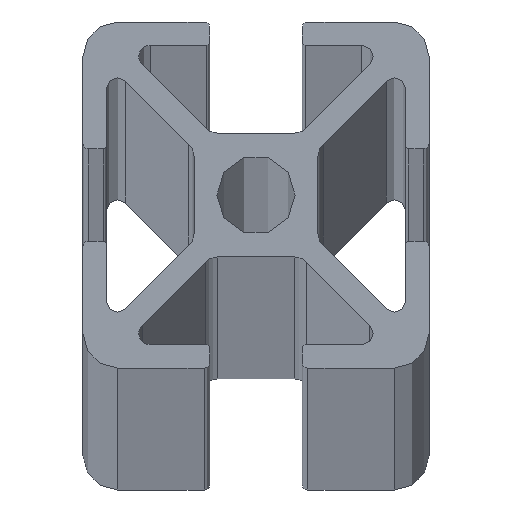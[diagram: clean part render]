
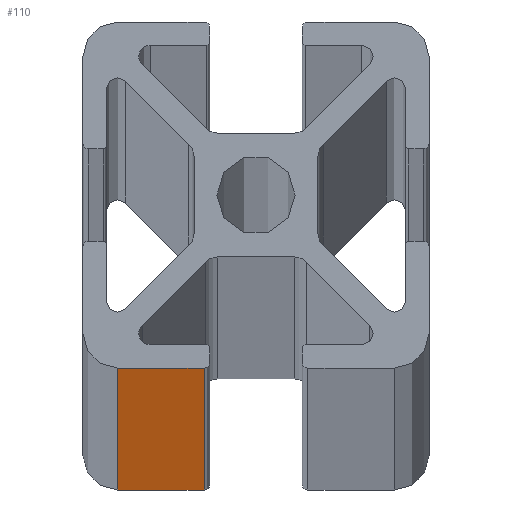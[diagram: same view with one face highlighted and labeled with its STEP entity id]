
A CAD part, top view. The second image highlights one B-rep face of the part: STEP entity #110.
In plain terms, the highlighted planar face has unit normal (0, -1, 0).
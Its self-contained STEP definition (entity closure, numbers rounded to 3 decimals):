
#110 = ADVANCED_FACE ( 'NONE', ( #1048 ), #1227, .F. ) ;
#137 = LINE ( 'NONE', #786, #1253 ) ;
#217 = VECTOR ( 'NONE', #367, 1000. ) ;
#237 = DIRECTION ( 'NONE',  ( 0., 0., 1. ) ) ;
#241 = LINE ( 'NONE', #667, #289 ) ;
#286 = VERTEX_POINT ( 'NONE', #2646 ) ;
#289 = VECTOR ( 'NONE', #1704, 1000. ) ;
#367 = DIRECTION ( 'NONE',  ( 1., 0., 0. ) ) ;
#486 = LINE ( 'NONE', #898, #1560 ) ;
#524 = EDGE_CURVE ( 'NONE', #1114, #2445, #486, .T. ) ;
#566 = CARTESIAN_POINT ( 'NONE',  ( 0., 0., 6060. ) ) ;
#667 = CARTESIAN_POINT ( 'NONE',  ( 0., 0., 0. ) ) ;
#752 = ORIENTED_EDGE ( 'NONE', *, *, #2394, .T. ) ;
#786 = CARTESIAN_POINT ( 'NONE',  ( 10.5, 0., 6060. ) ) ;
#838 = CARTESIAN_POINT ( 'NONE',  ( 3., 0., 0. ) ) ;
#898 = CARTESIAN_POINT ( 'NONE',  ( 3., 0., 6060. ) ) ;
#913 = DIRECTION ( 'NONE',  ( 0., 0., -1. ) ) ;
#955 = LINE ( 'NONE', #566, #217 ) ;
#1048 = FACE_OUTER_BOUND ( 'NONE', #1559, .T. ) ;
#1114 = VERTEX_POINT ( 'NONE', #2664 ) ;
#1227 = PLANE ( 'NONE',  #2275 ) ;
#1253 = VECTOR ( 'NONE', #2194, 1000. ) ;
#1266 = DIRECTION ( 'NONE',  ( 0., 1., 0. ) ) ;
#1276 = ORIENTED_EDGE ( 'NONE', *, *, #2278, .T. ) ;
#1559 = EDGE_LOOP ( 'NONE', ( #1276, #752, #1743, #2006 ) ) ;
#1560 = VECTOR ( 'NONE', #913, 1000. ) ;
#1704 = DIRECTION ( 'NONE',  ( 1., 0., 0. ) ) ;
#1743 = ORIENTED_EDGE ( 'NONE', *, *, #2677, .F. ) ;
#2006 = ORIENTED_EDGE ( 'NONE', *, *, #524, .T. ) ;
#2077 = CARTESIAN_POINT ( 'NONE',  ( 0., 0., 6060. ) ) ;
#2194 = DIRECTION ( 'NONE',  ( 0., 0., 1. ) ) ;
#2275 = AXIS2_PLACEMENT_3D ( 'NONE', #2077, #1266, #237 ) ;
#2278 = EDGE_CURVE ( 'NONE', #2445, #2598, #241, .T. ) ;
#2329 = CARTESIAN_POINT ( 'NONE',  ( 10.5, 0., 0. ) ) ;
#2394 = EDGE_CURVE ( 'NONE', #2598, #286, #137, .T. ) ;
#2445 = VERTEX_POINT ( 'NONE', #838 ) ;
#2598 = VERTEX_POINT ( 'NONE', #2329 ) ;
#2646 = CARTESIAN_POINT ( 'NONE',  ( 10.5, 0., 6060. ) ) ;
#2664 = CARTESIAN_POINT ( 'NONE',  ( 3., 0., 6060. ) ) ;
#2677 = EDGE_CURVE ( 'NONE', #1114, #286, #955, .T. ) ;
